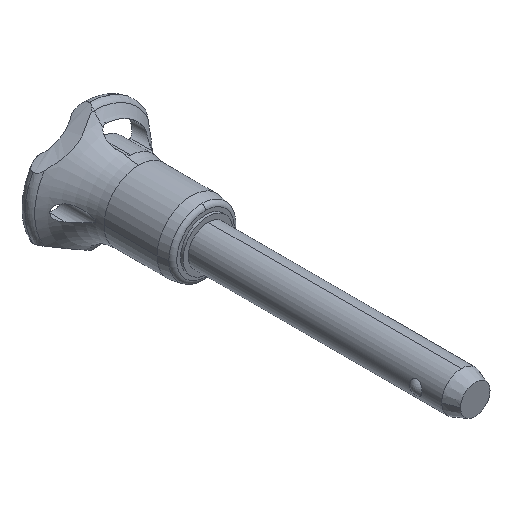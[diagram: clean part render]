
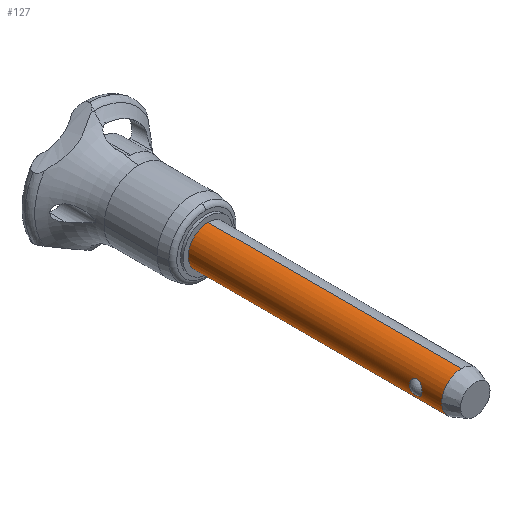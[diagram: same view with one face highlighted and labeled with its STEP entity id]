
A CAD part, isometric view. The second image highlights one B-rep face of the part: STEP entity #127.
In plain terms, the highlighted cylindrical face has radius 3.175 mm (diameter 6.35 mm), a partial arc.
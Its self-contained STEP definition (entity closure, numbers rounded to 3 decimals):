
#127=ADVANCED_FACE('',(#277,#278),#279,.T.);
#277=FACE_OUTER_BOUND('',#449,.T.);
#278=FACE_BOUND('',#450,.T.);
#279=CYLINDRICAL_SURFACE('',#451,3.175);
#449=EDGE_LOOP('',(#757,#758,#759,#760,#761));
#450=EDGE_LOOP('',(#762,#763));
#451=AXIS2_PLACEMENT_3D('',#764,#765,#766);
#757=ORIENTED_EDGE('',*,*,#1176,.F.);
#758=ORIENTED_EDGE('',*,*,#1077,.T.);
#759=ORIENTED_EDGE('',*,*,#1177,.T.);
#760=ORIENTED_EDGE('',*,*,#1178,.F.);
#761=ORIENTED_EDGE('',*,*,#1091,.F.);
#762=ORIENTED_EDGE('',*,*,#1059,.T.);
#763=ORIENTED_EDGE('',*,*,#1060,.T.);
#764=CARTESIAN_POINT('',(0.,-21.463,0.0));
#765=DIRECTION('',(0.,1.0,0.0));
#766=DIRECTION('',(0.0,0.0,-1.0));
#1059=EDGE_CURVE('',#1268,#1269,#1270,.T.);
#1060=EDGE_CURVE('',#1269,#1268,#1271,.T.);
#1077=EDGE_CURVE('',#1301,#1299,#1302,.T.);
#1091=EDGE_CURVE('',#1323,#1324,#1325,.T.);
#1176=EDGE_CURVE('',#1301,#1323,#1459,.T.);
#1177=EDGE_CURVE('',#1299,#1460,#1461,.T.);
#1178=EDGE_CURVE('',#1324,#1460,#1462,.T.);
#1268=VERTEX_POINT('',#1660);
#1269=VERTEX_POINT('',#1661);
#1270=B_SPLINE_CURVE_WITH_KNOTS('',3,(#1662,#1663,#1664,#1665,#1666,#1667,#1668,#1669,#1670,#1671,#1672,#1673,#1674,#1675,#1676,#1677,#1678,#1679,#1680,#1681,#1682,#1683,#1684,#1685,#1686,#1687),.UNSPECIFIED.,.F.,.F.,(4,2,2,2,2,2,2,2,2,2,2,2,4),(0.0,0.342,0.684,0.852,1.02,1.311,1.601,1.892,2.183,2.351,2.519,2.861,3.203),.UNSPECIFIED.);
#1271=B_SPLINE_CURVE_WITH_KNOTS('',3,(#1688,#1689,#1690,#1691,#1692,#1693,#1694,#1695,#1696,#1697,#1698,#1699,#1700,#1701,#1702,#1703,#1704,#1705,#1706,#1707,#1708,#1709,#1710,#1711,#1712,#1713),.UNSPECIFIED.,.F.,.F.,(4,2,2,2,2,2,2,2,2,2,2,2,4),(3.203,3.545,3.887,4.055,4.223,4.514,4.804,5.095,5.386,5.554,5.722,6.064,6.406),.UNSPECIFIED.);
#1299=VERTEX_POINT('',#1827);
#1301=VERTEX_POINT('',#1830);
#1302=CIRCLE('',#1831,3.175);
#1323=VERTEX_POINT('',#1853);
#1324=VERTEX_POINT('',#1854);
#1325=CIRCLE('',#1855,3.175);
#1459=LINE('',#2917,#2918);
#1460=VERTEX_POINT('',#2919);
#1461=CIRCLE('',#2920,3.175);
#1462=LINE('',#2921,#2922);
#1660=CARTESIAN_POINT('',(-2.97,-36.556,1.123));
#1661=CARTESIAN_POINT('',(-2.97,-36.556,-1.123));
#1662=CARTESIAN_POINT('',(-2.97,-36.556,1.123));
#1663=CARTESIAN_POINT('',(-2.97,-36.67,1.123));
#1664=CARTESIAN_POINT('',(-2.979,-36.791,1.1));
#1665=CARTESIAN_POINT('',(-3.011,-37.014,1.01));
#1666=CARTESIAN_POINT('',(-3.033,-37.116,0.942));
#1667=CARTESIAN_POINT('',(-3.065,-37.238,0.828));
#1668=CARTESIAN_POINT('',(-3.077,-37.278,0.783));
#1669=CARTESIAN_POINT('',(-3.1,-37.351,0.687));
#1670=CARTESIAN_POINT('',(-3.111,-37.383,0.636));
#1671=CARTESIAN_POINT('',(-3.136,-37.455,0.503));
#1672=CARTESIAN_POINT('',(-3.151,-37.492,0.405));
#1673=CARTESIAN_POINT('',(-3.17,-37.542,0.202));
#1674=CARTESIAN_POINT('',(-3.175,-37.553,0.097));
#1675=CARTESIAN_POINT('',(-3.175,-37.553,-0.097));
#1676=CARTESIAN_POINT('',(-3.17,-37.542,-0.202));
#1677=CARTESIAN_POINT('',(-3.151,-37.492,-0.405));
#1678=CARTESIAN_POINT('',(-3.136,-37.455,-0.503));
#1679=CARTESIAN_POINT('',(-3.111,-37.383,-0.636));
#1680=CARTESIAN_POINT('',(-3.1,-37.351,-0.687));
#1681=CARTESIAN_POINT('',(-3.077,-37.278,-0.783));
#1682=CARTESIAN_POINT('',(-3.065,-37.238,-0.828));
#1683=CARTESIAN_POINT('',(-3.033,-37.116,-0.942));
#1684=CARTESIAN_POINT('',(-3.011,-37.014,-1.01));
#1685=CARTESIAN_POINT('',(-2.979,-36.791,-1.1));
#1686=CARTESIAN_POINT('',(-2.97,-36.67,-1.123));
#1687=CARTESIAN_POINT('',(-2.97,-36.556,-1.123));
#1688=CARTESIAN_POINT('',(-2.97,-36.556,-1.123));
#1689=CARTESIAN_POINT('',(-2.97,-36.442,-1.123));
#1690=CARTESIAN_POINT('',(-2.979,-36.321,-1.1));
#1691=CARTESIAN_POINT('',(-3.011,-36.099,-1.01));
#1692=CARTESIAN_POINT('',(-3.033,-35.997,-0.942));
#1693=CARTESIAN_POINT('',(-3.065,-35.875,-0.828));
#1694=CARTESIAN_POINT('',(-3.077,-35.835,-0.783));
#1695=CARTESIAN_POINT('',(-3.1,-35.762,-0.687));
#1696=CARTESIAN_POINT('',(-3.111,-35.729,-0.636));
#1697=CARTESIAN_POINT('',(-3.136,-35.658,-0.503));
#1698=CARTESIAN_POINT('',(-3.151,-35.621,-0.405));
#1699=CARTESIAN_POINT('',(-3.17,-35.571,-0.202));
#1700=CARTESIAN_POINT('',(-3.175,-35.56,-0.097));
#1701=CARTESIAN_POINT('',(-3.175,-35.56,0.097));
#1702=CARTESIAN_POINT('',(-3.17,-35.571,0.202));
#1703=CARTESIAN_POINT('',(-3.151,-35.621,0.405));
#1704=CARTESIAN_POINT('',(-3.136,-35.658,0.503));
#1705=CARTESIAN_POINT('',(-3.111,-35.729,0.636));
#1706=CARTESIAN_POINT('',(-3.1,-35.762,0.687));
#1707=CARTESIAN_POINT('',(-3.077,-35.835,0.783));
#1708=CARTESIAN_POINT('',(-3.065,-35.875,0.828));
#1709=CARTESIAN_POINT('',(-3.033,-35.997,0.942));
#1710=CARTESIAN_POINT('',(-3.011,-36.099,1.01));
#1711=CARTESIAN_POINT('',(-2.979,-36.321,1.1));
#1712=CARTESIAN_POINT('',(-2.97,-36.442,1.123));
#1713=CARTESIAN_POINT('',(-2.97,-36.556,1.123));
#1827=CARTESIAN_POINT('',(-3.175,-40.716,0.));
#1830=CARTESIAN_POINT('',(0.,-40.716,-3.175));
#1831=AXIS2_PLACEMENT_3D('',#3768,#3769,#3770);
#1853=CARTESIAN_POINT('',(0.,0.0,-3.175));
#1854=CARTESIAN_POINT('',(0.,0.,3.175));
#1855=AXIS2_PLACEMENT_3D('',#3799,#3800,#3801);
#2917=CARTESIAN_POINT('',(0.,-21.463,-3.175));
#2918=VECTOR('',#3890,1.0);
#2919=CARTESIAN_POINT('',(0.,-40.716,3.175));
#2920=AXIS2_PLACEMENT_3D('',#3891,#3892,#3893);
#2921=CARTESIAN_POINT('',(0.,-21.463,3.175));
#2922=VECTOR('',#3894,1.0);
#3768=CARTESIAN_POINT('',(0.,-40.716,0.0));
#3769=DIRECTION('',(0.,1.0,0.));
#3770=DIRECTION('',(0.,0.,-1.0));
#3799=CARTESIAN_POINT('',(0.,0.0,0.0));
#3800=DIRECTION('',(0.,1.0,0.0));
#3801=DIRECTION('',(0.0,0.0,-1.0));
#3890=DIRECTION('',(0.,1.0,0.0));
#3891=CARTESIAN_POINT('',(0.,-40.716,0.0));
#3892=DIRECTION('',(0.,1.0,0.));
#3893=DIRECTION('',(0.,0.,-1.0));
#3894=DIRECTION('',(0.,-1.0,-0.0));
